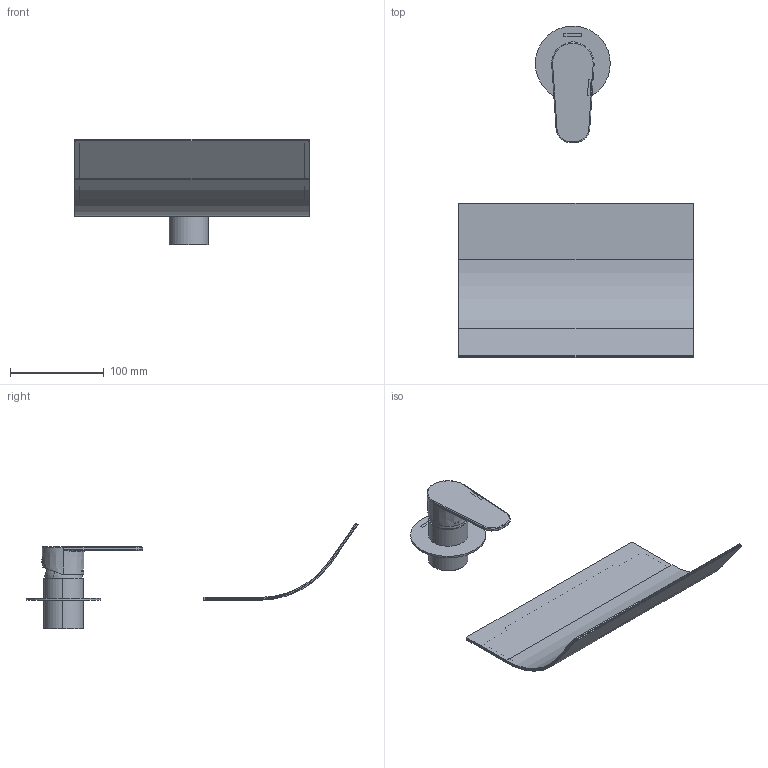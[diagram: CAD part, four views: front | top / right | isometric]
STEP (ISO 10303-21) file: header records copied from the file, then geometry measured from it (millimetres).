
FILE_DESCRIPTION (( 'STEP AP203' ), '1' );
FILE_NAME ('36AP09437.STEP', '2023-12-19T09:31:25', ( '' ), ( '' ), 'SwSTEP 2.0', 'SolidWorks 2021', '' );
FILE_SCHEMA (( 'CONFIG_CONTROL_DESIGN' ));
Length unit declared in the file: millimetre
Products named in the file (1): 36AP09437
Bounding box: 250 x 354.32 x 112.84 mm (x, y, z)
Volume: 149226.1 mm3; surface area: 255714.3 mm2
Topology: 8 solids, 8 shells, 268 faces, 663 edges, 421 vertices
Faces by surface type: cylinder 108, plane 90, bspline 28, cone 21, torus 19, sphere 2
Entity records: 10615 total; most frequent: CARTESIAN_POINT 4432, ORIENTED_EDGE 1318, DIRECTION 1237, EDGE_CURVE 659, AXIS2_PLACEMENT_3D 473, VERTEX_POINT 421, EDGE_LOOP 298, VECTOR 291
